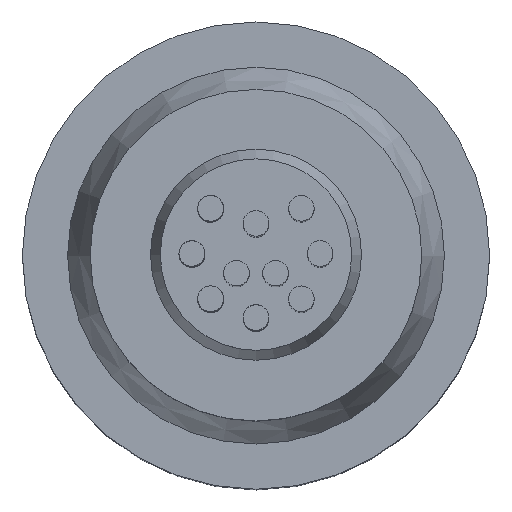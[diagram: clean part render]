
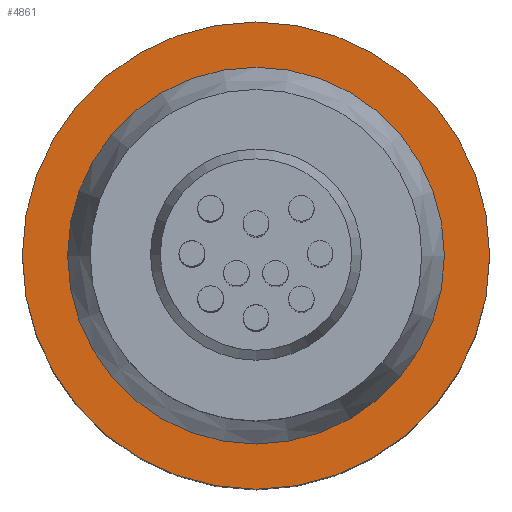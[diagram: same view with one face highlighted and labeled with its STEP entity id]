
A CAD part, top view. The second image highlights one B-rep face of the part: STEP entity #4861.
In plain terms, the highlighted planar face has unit normal (0, 0, 1).
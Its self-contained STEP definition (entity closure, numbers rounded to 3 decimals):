
#84=CIRCLE($,#5035,12.5);
#95=CIRCLE($,#5067,15.5);
#169=FACE_BOUND($,#1135,.T.);
#170=FACE_BOUND($,#1136,.T.);
#1135=EDGE_LOOP($,(#4219));
#1136=EDGE_LOOP($,(#4220));
#2267=VERTEX_POINT($,#12099);
#2278=VERTEX_POINT($,#12142);
#2914=EDGE_CURVE($,#2267,#2267,#84,.T.);
#2925=EDGE_CURVE($,#2278,#2278,#95,.T.);
#4219=ORIENTED_EDGE($,*,*,#2914,.T.);
#4220=ORIENTED_EDGE($,*,*,#2925,.F.);
#4346=PLANE($,#5068);
#4861=ADVANCED_FACE($,(#169,#170),#4346,.F.);
#5035=AXIS2_PLACEMENT_3D($,#12100,#5760,#5761);
#5067=AXIS2_PLACEMENT_3D($,#12143,#5824,#5825);
#5068=AXIS2_PLACEMENT_3D($,#12144,#5826,#5827);
#5760=DIRECTION('center_axis',(0.,0.,-1.));
#5761=DIRECTION('ref_axis',(1.,0.,0.));
#5824=DIRECTION('center_axis',(0.,0.,-1.));
#5825=DIRECTION('ref_axis',(-1.,0.,0.));
#5826=DIRECTION('center_axis',(0.,0.,-1.));
#5827=DIRECTION('ref_axis',(-1.,0.,0.));
#12099=CARTESIAN_POINT('',(-12.5,0.,28.));
#12100=CARTESIAN_POINT('Origin',(0.,0.,28.));
#12142=CARTESIAN_POINT('',(15.5,0.,28.));
#12143=CARTESIAN_POINT('Origin',(0.,0.,28.));
#12144=CARTESIAN_POINT('Origin',(0.,0.,28.));
